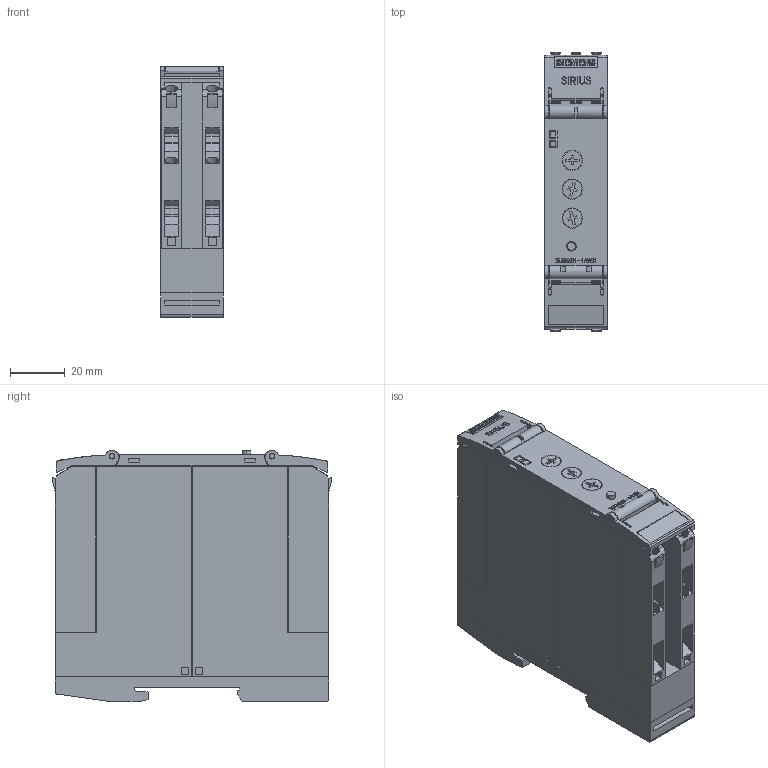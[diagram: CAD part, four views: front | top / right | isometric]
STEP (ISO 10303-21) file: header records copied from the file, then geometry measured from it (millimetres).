
FILE_DESCRIPTION(('STEP AP214'),'1');
FILE_NAME('cctmp_64D617EF-63C3-4695-910A-C292FFD4052F_2024_05_27_11_10_31_0556..stp','2024-05-27T09:10:32',('SIEMENS A&D'),('CADClick - www.CADClick.com'),'Spatial InterOp 3D',' ','unknown authorization');
FILE_SCHEMA(('AUTOMOTIVE_DESIGN'));
Length unit declared in the file: millimetre
Products named in the file (1): 3UG5501-1AW31
Bounding box: 22.8 x 101.9 x 91.6 mm (x, y, z)
Volume: 178856.6 mm3; surface area: 51440.6 mm2
Topology: 1 solids, 1 shells, 1649 faces, 4598 edges, 3052 vertices
Faces by surface type: plane 1325, cylinder 278, cone 30, torus 16
Entity records: 66715 total; most frequent: CARTESIAN_POINT 10513, ORIENTED_EDGE 9180, DIRECTION 8539, EDGE_CURVE 4590, LINE 3759, VECTOR 3759, VERTEX_POINT 3052, AXIS2_PLACEMENT_3D 2390
